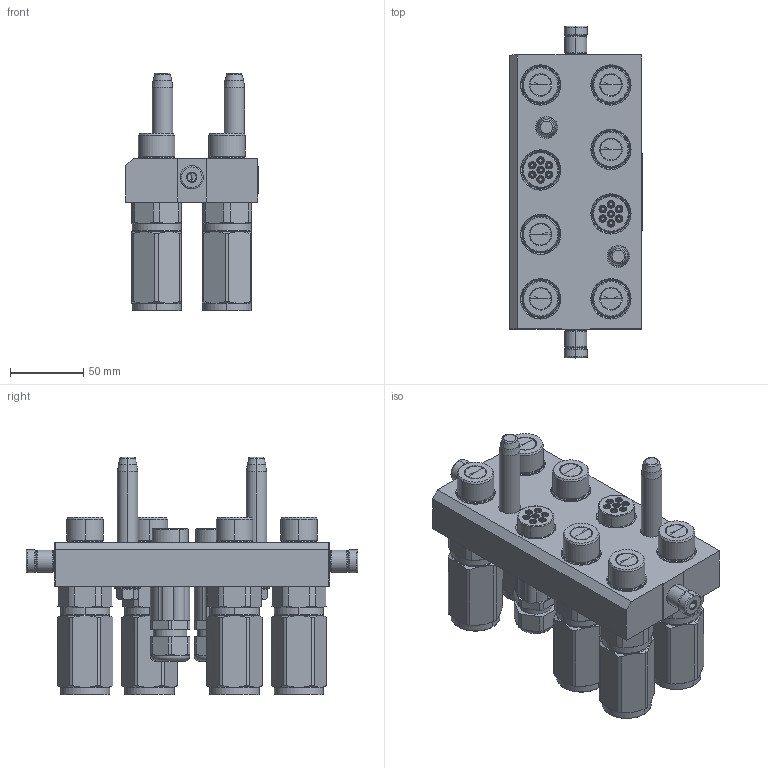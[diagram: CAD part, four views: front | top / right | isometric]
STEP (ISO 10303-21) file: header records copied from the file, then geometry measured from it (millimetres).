
FILE_DESCRIPTION (( 'STEP AP214' ), '1' );
FILE_NAME ('FASTER.step', '2021-09-02T15:24:24', ( '' ), ( '' ), 'SwSTEP 2.0', 'SolidWorks 2017', '' );
FILE_SCHEMA (( 'AUTOMOTIVE_DESIGN' ));
Length unit declared in the file: millimetre
Products named in the file (13): P808_M_BASE; corspel08-7_m; conn_7p_m; 3ffnp12_gas_m; 4830_044_0000_000; 4830_013_3000_030; 1540_080_0008_000; 4830_021_1000_000; 4830_028_1000_011; FASTER; 4850_010_0000_020; et002
Assembly tree (24 placements, depth 3):
  FASTER
    P808_M_BASE
      4850_010_0000_020
      4830_021_1000_000  x2
      1540_080_0008_000  x2
      4830_013_3000_030  x2
      4830_028_1000_011  x2
    3ffnp12_gas_m  x6
      3ffnp12_gas_m
    conn_7p_m  x2
      4830_044_0000_000
      corspel08-7_m
    et002
Bounding box: 90.3 x 226.6 x 162.2 mm (x, y, z)
Volume: 2473.8 mm3; surface area: 219179.6 mm2
Topology: 3 solids, 100 shells, 3400 faces, 10131 edges, 6698 vertices
Faces by surface type: plane 1789, cylinder 677, cone 524, bspline 206, torus 192, sphere 12
Entity records: 64855 total; most frequent: CARTESIAN_POINT 15919, ORIENTED_EDGE 9087, DIRECTION 8620, EDGE_CURVE 4755, LINE 3342, VECTOR 3342, VERTEX_POINT 3112, AXIS2_PLACEMENT_3D 2639
